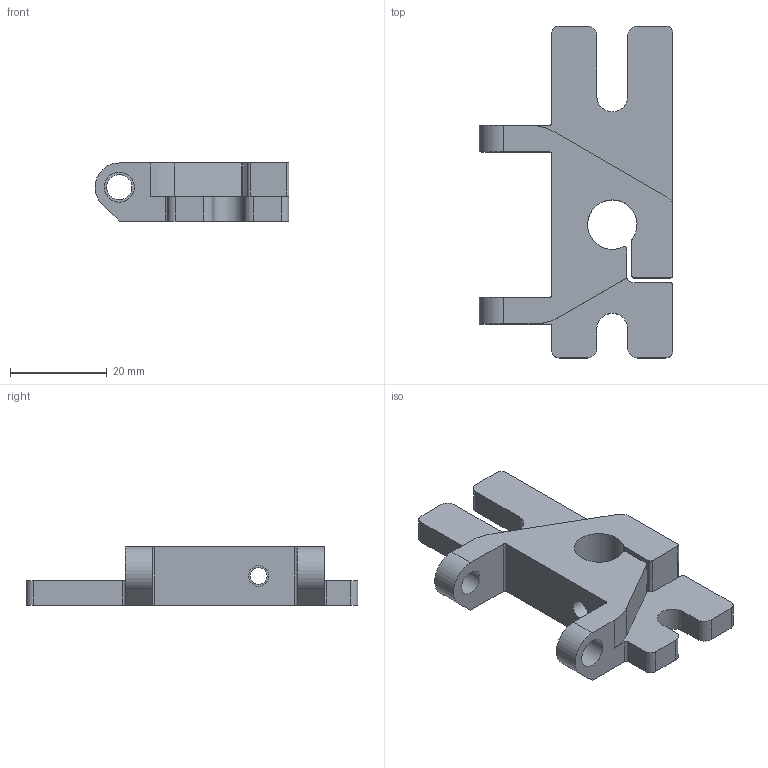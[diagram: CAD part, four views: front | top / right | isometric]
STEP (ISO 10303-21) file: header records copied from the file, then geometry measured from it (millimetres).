
FILE_DESCRIPTION(/* description */ ('STEP AP214'),/* implementation_level */ '2;1');
FILE_NAME(/* name */ '604549a06222dc1581ee6081',/* time_stamp */ '2021-03-07T21:46:09+00:00',/* author */ (''),/* organization */ (''),/* preprocessor_version */ 'ST-DEVELOPER v18.1',/* originating_system */ ' ',/* authorisation */ ' ');
FILE_SCHEMA (('AUTOMOTIVE_DESIGN {1 0 10303 214 3 1 1}'));
Length unit declared in the file: metre
Products named in the file (1): pulley&shaft_mount
Bounding box: 39.99 x 68.5 x 12 mm (x, y, z)
Volume: 12370.9 mm3; surface area: 6683.6 mm2
Topology: 1 solids, 1 shells, 64 faces, 181 edges, 121 vertices
Faces by surface type: cylinder 33, plane 31
Full cylindrical faces by diameter (mm): 3.5 x2, 4.2 x1, 5.2 x1, 5.6 x1, 6.2 x1
Entity records: 2107 total; most frequent: DIRECTION 369, CARTESIAN_POINT 362, ORIENTED_EDGE 348, EDGE_CURVE 174, AXIS2_PLACEMENT_3D 131, VERTEX_POINT 120, LINE 107, VECTOR 107
